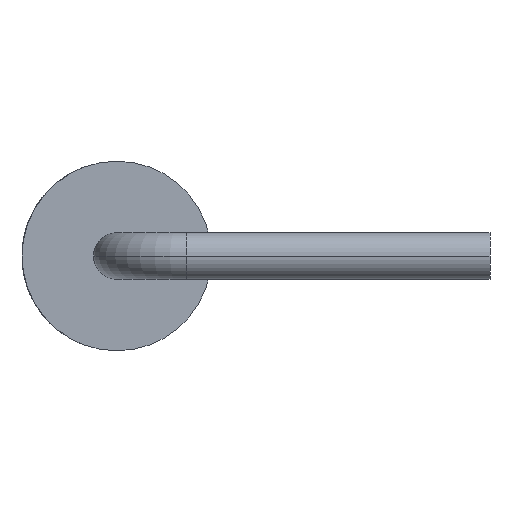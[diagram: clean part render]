
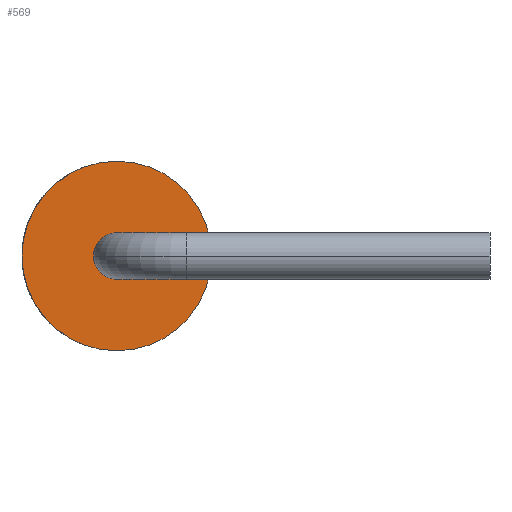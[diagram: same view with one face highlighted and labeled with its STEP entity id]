
A CAD part, left-side view. The second image highlights one B-rep face of the part: STEP entity #569.
In plain terms, the highlighted planar face has unit normal (-1, 0, 0).
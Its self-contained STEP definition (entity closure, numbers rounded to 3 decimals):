
#60 = DIRECTION ( 'NONE',  ( -1., 0., 0. ) ) ;
#169 = CARTESIAN_POINT ( 'NONE',  ( 2.21, 2.225, 0. ) ) ;
#315 = CARTESIAN_POINT ( 'NONE',  ( 2.21, 2.525, 0. ) ) ;
#350 = DIRECTION ( 'NONE',  ( 0., 0., -1. ) ) ;
#405 = CARTESIAN_POINT ( 'NONE',  ( 2.21, 2.225, 0. ) ) ;
#420 = DIRECTION ( 'NONE',  ( -1., 0., 0. ) ) ;
#569 = ADVANCED_FACE ( 'NONE', ( #2520, #708 ), #1354, .F. ) ;
#639 = CIRCLE ( 'NONE', #759, 0.3 ) ;
#708 = FACE_OUTER_BOUND ( 'NONE', #3254, .T. ) ;
#753 = EDGE_CURVE ( 'NONE', #2227, #2815, #639, .T. ) ;
#759 = AXIS2_PLACEMENT_3D ( 'NONE', #1004, #60, #350 ) ;
#790 = ORIENTED_EDGE ( 'NONE', *, *, #2955, .F. ) ;
#1004 = CARTESIAN_POINT ( 'NONE',  ( 2.21, 2.225, 0. ) ) ;
#1012 = DIRECTION ( 'NONE',  ( 0., 0., -1. ) ) ;
#1114 = ORIENTED_EDGE ( 'NONE', *, *, #1461, .F. ) ;
#1126 = ORIENTED_EDGE ( 'NONE', *, *, #3144, .F. ) ;
#1354 = PLANE ( 'NONE',  #3814 ) ;
#1389 = DIRECTION ( 'NONE',  ( 0., 0., -1. ) ) ;
#1455 = CIRCLE ( 'NONE', #2333, 1.225 ) ;
#1461 = EDGE_CURVE ( 'NONE', #2406, #2740, #1455, .T. ) ;
#1515 = CIRCLE ( 'NONE', #1872, 1.225 ) ;
#1536 = CARTESIAN_POINT ( 'NONE',  ( 2.21, 2.225, -1.225 ) ) ;
#1865 = AXIS2_PLACEMENT_3D ( 'NONE', #3139, #420, #1389 ) ;
#1870 = DIRECTION ( 'NONE',  ( 1., 0., 0. ) ) ;
#1872 = AXIS2_PLACEMENT_3D ( 'NONE', #2116, #3614, #2097 ) ;
#1919 = EDGE_LOOP ( 'NONE', ( #2502, #790 ) ) ;
#1971 = DIRECTION ( 'NONE',  ( 1., 0., 0. ) ) ;
#2013 = DIRECTION ( 'NONE',  ( 0., 0., -1. ) ) ;
#2097 = DIRECTION ( 'NONE',  ( 0., 0., -1. ) ) ;
#2116 = CARTESIAN_POINT ( 'NONE',  ( 2.21, 2.225, 0. ) ) ;
#2227 = VERTEX_POINT ( 'NONE', #2277 ) ;
#2277 = CARTESIAN_POINT ( 'NONE',  ( 2.21, 1.925, 0. ) ) ;
#2333 = AXIS2_PLACEMENT_3D ( 'NONE', #169, #1971, #2013 ) ;
#2406 = VERTEX_POINT ( 'NONE', #3595 ) ;
#2502 = ORIENTED_EDGE ( 'NONE', *, *, #753, .F. ) ;
#2520 = FACE_BOUND ( 'NONE', #1919, .T. ) ;
#2740 = VERTEX_POINT ( 'NONE', #1536 ) ;
#2815 = VERTEX_POINT ( 'NONE', #315 ) ;
#2831 = CIRCLE ( 'NONE', #1865, 0.3 ) ;
#2955 = EDGE_CURVE ( 'NONE', #2815, #2227, #2831, .T. ) ;
#3139 = CARTESIAN_POINT ( 'NONE',  ( 2.21, 2.225, 0. ) ) ;
#3144 = EDGE_CURVE ( 'NONE', #2740, #2406, #1515, .T. ) ;
#3254 = EDGE_LOOP ( 'NONE', ( #1114, #1126 ) ) ;
#3595 = CARTESIAN_POINT ( 'NONE',  ( 2.21, 2.225, 1.225 ) ) ;
#3614 = DIRECTION ( 'NONE',  ( 1., 0., 0. ) ) ;
#3814 = AXIS2_PLACEMENT_3D ( 'NONE', #405, #1870, #1012 ) ;
